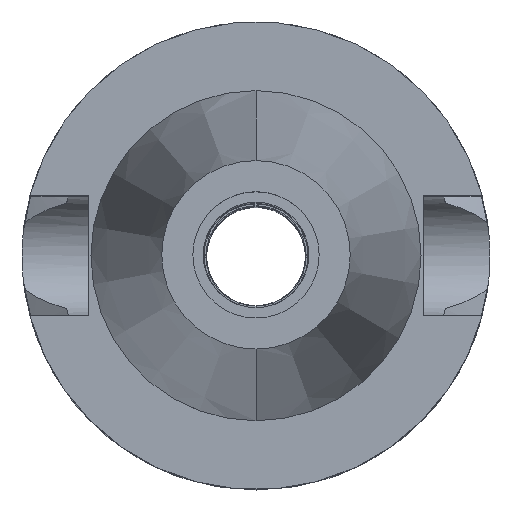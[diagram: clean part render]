
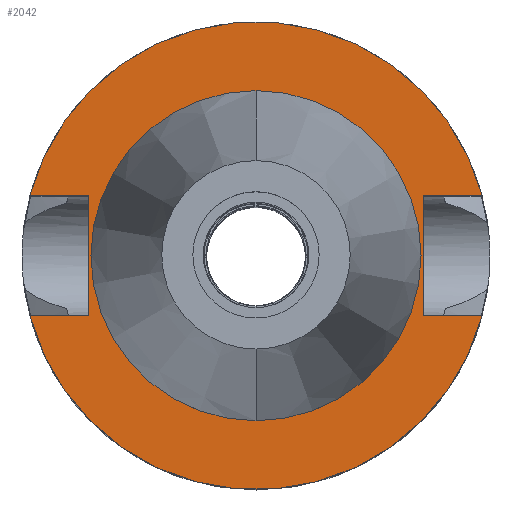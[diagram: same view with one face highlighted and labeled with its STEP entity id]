
A CAD part, top view. The second image highlights one B-rep face of the part: STEP entity #2042.
In plain terms, the highlighted planar face has unit normal (0, 0, 1).
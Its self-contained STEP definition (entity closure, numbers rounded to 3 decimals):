
#118 = CARTESIAN_POINT ( 'NONE',  ( -22.5, -8.05, -1. ) ) ;
#122 = EDGE_CURVE ( 'NONE', #214, #1573, #1148, .T. ) ;
#123 = VERTEX_POINT ( 'NONE', #118 ) ;
#125 = EDGE_LOOP ( 'NONE', ( #410, #1319, #253, #2269, #2086, #610, #1201, #1422 ) ) ;
#135 = CARTESIAN_POINT ( 'NONE',  ( 0., 0., -1. ) ) ;
#149 = CARTESIAN_POINT ( 'NONE',  ( 22.5, 8.05, -1. ) ) ;
#153 = VERTEX_POINT ( 'NONE', #1781 ) ;
#170 = PLANE ( 'NONE',  #1812 ) ;
#188 = CIRCLE ( 'NONE', #2560, 31.5 ) ;
#214 = VERTEX_POINT ( 'NONE', #394 ) ;
#239 = DIRECTION ( 'NONE',  ( 0., -1., 0. ) ) ;
#253 = ORIENTED_EDGE ( 'NONE', *, *, #786, .F. ) ;
#274 = LINE ( 'NONE', #1445, #403 ) ;
#394 = CARTESIAN_POINT ( 'NONE',  ( -30.454, 8.05, -1. ) ) ;
#401 = FACE_BOUND ( 'NONE', #557, .T. ) ;
#403 = VECTOR ( 'NONE', #483, 1000. ) ;
#410 = ORIENTED_EDGE ( 'NONE', *, *, #2209, .F. ) ;
#437 = DIRECTION ( 'NONE',  ( 0., -1., 0. ) ) ;
#483 = DIRECTION ( 'NONE',  ( 1., 0., 0. ) ) ;
#498 = DIRECTION ( 'NONE',  ( 0., 0., -1. ) ) ;
#508 = CARTESIAN_POINT ( 'NONE',  ( -30.454, -8.05, -1. ) ) ;
#538 = CARTESIAN_POINT ( 'NONE',  ( 0., 0., -1. ) ) ;
#540 = VERTEX_POINT ( 'NONE', #508 ) ;
#557 = EDGE_LOOP ( 'NONE', ( #1609, #623 ) ) ;
#610 = ORIENTED_EDGE ( 'NONE', *, *, #122, .F. ) ;
#623 = ORIENTED_EDGE ( 'NONE', *, *, #1039, .F. ) ;
#725 = VERTEX_POINT ( 'NONE', #2698 ) ;
#786 = EDGE_CURVE ( 'NONE', #2923, #922, #2971, .T. ) ;
#810 = DIRECTION ( 'NONE',  ( 0., -1., 0. ) ) ;
#833 = DIRECTION ( 'NONE',  ( 1., 0., 0. ) ) ;
#877 = CARTESIAN_POINT ( 'NONE',  ( 0., 0., -1. ) ) ;
#922 = VERTEX_POINT ( 'NONE', #2357 ) ;
#998 = VERTEX_POINT ( 'NONE', #2889 ) ;
#1011 = LINE ( 'NONE', #2465, #1713 ) ;
#1039 = EDGE_CURVE ( 'NONE', #998, #153, #3051, .T. ) ;
#1148 = CIRCLE ( 'NONE', #2555, 31.5 ) ;
#1159 = EDGE_CURVE ( 'NONE', #123, #1202, #1011, .T. ) ;
#1201 = ORIENTED_EDGE ( 'NONE', *, *, #1970, .T. ) ;
#1202 = VERTEX_POINT ( 'NONE', #2231 ) ;
#1269 = EDGE_CURVE ( 'NONE', #725, #1573, #2054, .T. ) ;
#1319 = ORIENTED_EDGE ( 'NONE', *, *, #1420, .F. ) ;
#1420 = EDGE_CURVE ( 'NONE', #922, #540, #188, .T. ) ;
#1422 = ORIENTED_EDGE ( 'NONE', *, *, #1159, .F. ) ;
#1445 = CARTESIAN_POINT ( 'NONE',  ( -30.454, 8.05, -1. ) ) ;
#1514 = DIRECTION ( 'NONE',  ( 0., 0., 1. ) ) ;
#1573 = VERTEX_POINT ( 'NONE', #2832 ) ;
#1592 = DIRECTION ( 'NONE',  ( 0., 0., -1. ) ) ;
#1609 = ORIENTED_EDGE ( 'NONE', *, *, #2585, .F. ) ;
#1710 = LINE ( 'NONE', #2859, #2987 ) ;
#1711 = VECTOR ( 'NONE', #2529, 1000. ) ;
#1713 = VECTOR ( 'NONE', #2964, 1000. ) ;
#1781 = CARTESIAN_POINT ( 'NONE',  ( 0., 22.225, -1. ) ) ;
#1793 = AXIS2_PLACEMENT_3D ( 'NONE', #877, #2995, #1815 ) ;
#1812 = AXIS2_PLACEMENT_3D ( 'NONE', #2314, #3033, #2569 ) ;
#1815 = DIRECTION ( 'NONE',  ( 0., 1., 0. ) ) ;
#1860 = FACE_OUTER_BOUND ( 'NONE', #125, .T. ) ;
#1970 = EDGE_CURVE ( 'NONE', #214, #1202, #274, .T. ) ;
#1993 = VECTOR ( 'NONE', #437, 1000. ) ;
#1998 = CARTESIAN_POINT ( 'NONE',  ( 22.5, -8.05, -1. ) ) ;
#2042 = ADVANCED_FACE ( 'NONE', ( #1860, #401 ), #170, .F. ) ;
#2054 = LINE ( 'NONE', #149, #1711 ) ;
#2071 = DIRECTION ( 'NONE',  ( 0., 1., 0. ) ) ;
#2086 = ORIENTED_EDGE ( 'NONE', *, *, #1269, .T. ) ;
#2209 = EDGE_CURVE ( 'NONE', #540, #123, #1710, .T. ) ;
#2231 = CARTESIAN_POINT ( 'NONE',  ( -22.5, 8.05, -1. ) ) ;
#2269 = ORIENTED_EDGE ( 'NONE', *, *, #2818, .F. ) ;
#2314 = CARTESIAN_POINT ( 'NONE',  ( 0., 0., -1. ) ) ;
#2357 = CARTESIAN_POINT ( 'NONE',  ( 30.454, -8.05, -1. ) ) ;
#2394 = CIRCLE ( 'NONE', #1793, 22.225 ) ;
#2419 = CARTESIAN_POINT ( 'NONE',  ( 22.5, -8.05, -1. ) ) ;
#2452 = VECTOR ( 'NONE', #833, 1000. ) ;
#2465 = CARTESIAN_POINT ( 'NONE',  ( -22.5, -8.05, -1. ) ) ;
#2505 = AXIS2_PLACEMENT_3D ( 'NONE', #538, #1514, #810 ) ;
#2529 = DIRECTION ( 'NONE',  ( 1., 0., 0. ) ) ;
#2555 = AXIS2_PLACEMENT_3D ( 'NONE', #135, #1592, #2071 ) ;
#2560 = AXIS2_PLACEMENT_3D ( 'NONE', #2652, #498, #239 ) ;
#2569 = DIRECTION ( 'NONE',  ( 0., -1., 0. ) ) ;
#2585 = EDGE_CURVE ( 'NONE', #153, #998, #2394, .T. ) ;
#2642 = LINE ( 'NONE', #3072, #1993 ) ;
#2652 = CARTESIAN_POINT ( 'NONE',  ( 0., 0., -1. ) ) ;
#2698 = CARTESIAN_POINT ( 'NONE',  ( 22.5, 8.05, -1. ) ) ;
#2818 = EDGE_CURVE ( 'NONE', #725, #2923, #2642, .T. ) ;
#2832 = CARTESIAN_POINT ( 'NONE',  ( 30.454, 8.05, -1. ) ) ;
#2859 = CARTESIAN_POINT ( 'NONE',  ( -30.454, -8.05, -1. ) ) ;
#2889 = CARTESIAN_POINT ( 'NONE',  ( 0., -22.225, -1. ) ) ;
#2923 = VERTEX_POINT ( 'NONE', #2419 ) ;
#2964 = DIRECTION ( 'NONE',  ( 0., 1., 0. ) ) ;
#2971 = LINE ( 'NONE', #1998, #2452 ) ;
#2987 = VECTOR ( 'NONE', #3090, 1000. ) ;
#2995 = DIRECTION ( 'NONE',  ( 0., 0., 1. ) ) ;
#3033 = DIRECTION ( 'NONE',  ( 0., 0., -1. ) ) ;
#3051 = CIRCLE ( 'NONE', #2505, 22.225 ) ;
#3072 = CARTESIAN_POINT ( 'NONE',  ( 22.5, 8.05, -1. ) ) ;
#3090 = DIRECTION ( 'NONE',  ( 1., 0., 0. ) ) ;
